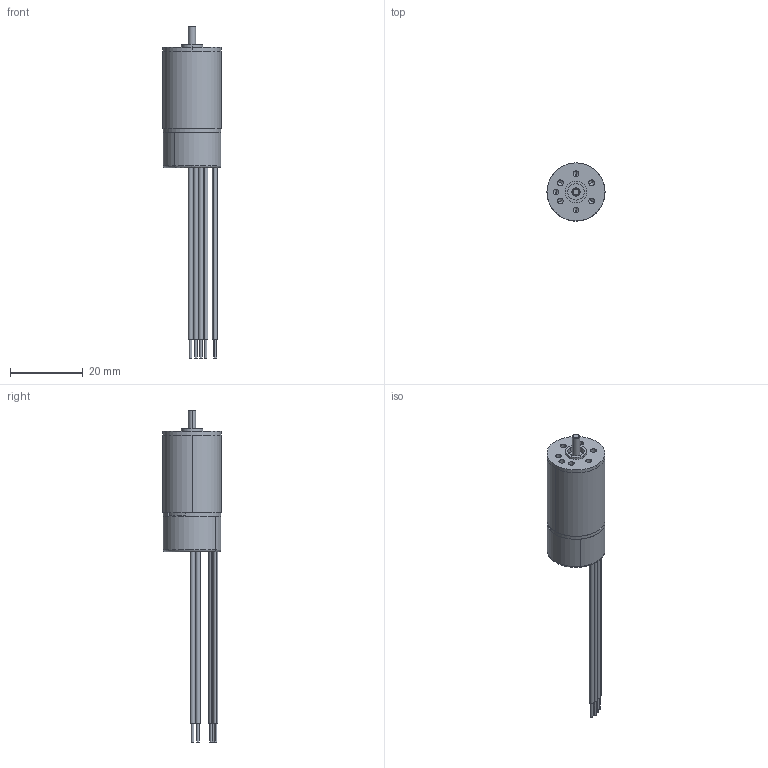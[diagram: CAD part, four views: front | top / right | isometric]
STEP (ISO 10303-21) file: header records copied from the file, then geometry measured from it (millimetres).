
FILE_DESCRIPTION((''),'2;1');
FILE_NAME('4611180000704_SW0001','2023-01-11T13:13:31',('ms27607'),(''),'CREO PARAMETRIC BY PTC INC, 2018100','CREO PARAMETRIC BY PTC INC, 2018100','');
FILE_SCHEMA(('CONFIG_CONTROL_DESIGN'));
Length unit declared in the file: millimetre
Products named in the file (1): 4611180000704_SW0001
Bounding box: 16 x 16 x 91.5 mm (x, y, z)
Surface area: 6626.5 mm2 (no closed solid volume)
Topology: 0 solids, 35 shells, 273 faces, 847 edges, 602 vertices
Faces by surface type: cylinder 108, plane 99, cone 28, torus 19, bspline 15, sphere 4
Entity records: 10807 total; most frequent: CARTESIAN_POINT 3206, DIRECTION 1739, ORIENTED_EDGE 1334, EDGE_CURVE 827, AXIS2_PLACEMENT_3D 709, VERTEX_POINT 601, CIRCLE 451, EDGE_LOOP 325
